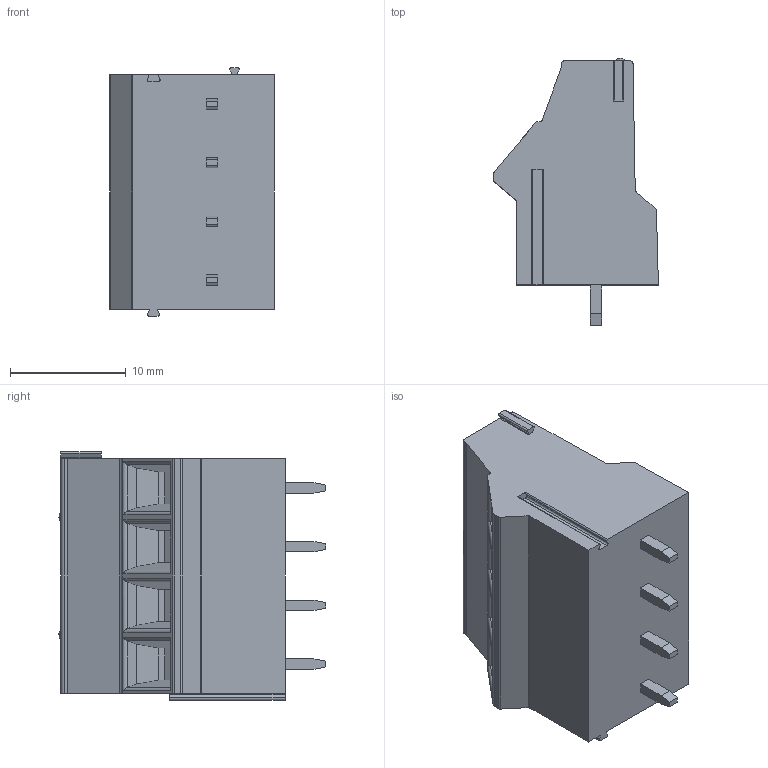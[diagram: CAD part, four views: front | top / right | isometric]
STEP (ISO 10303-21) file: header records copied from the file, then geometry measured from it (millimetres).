
FILE_DESCRIPTION((''),'2;1');
FILE_NAME('PRT0053','2025-01-17T',('yanfa'),(''),'PRO/ENGINEER BY PARAMETRIC TECHNOLOGY CORPORATION, 2009280','PRO/ENGINEER BY PARAMETRIC TECHNOLOGY CORPORATION, 2009280','');
FILE_SCHEMA(('AUTOMOTIVE_DESIGN_CC2 { 1 2 10303 214 -1 1 5 2 }'));
Length unit declared in the file: millimetre
Products named in the file (1): PRT0053
Bounding box: 14.25 x 23.1 x 21.48 mm (x, y, z)
Volume: 3730.5 mm3; surface area: 2072.4 mm2
Topology: 1 solids, 1 shells, 186 faces, 508 edges, 334 vertices
Faces by surface type: plane 122, cylinder 52, torus 8, sphere 4
Entity records: 5968 total; most frequent: CARTESIAN_POINT 1220, ORIENTED_EDGE 1008, DIRECTION 948, EDGE_CURVE 504, VECTOR 352, LINE 352, VERTEX_POINT 334, AXIS2_PLACEMENT_3D 298
